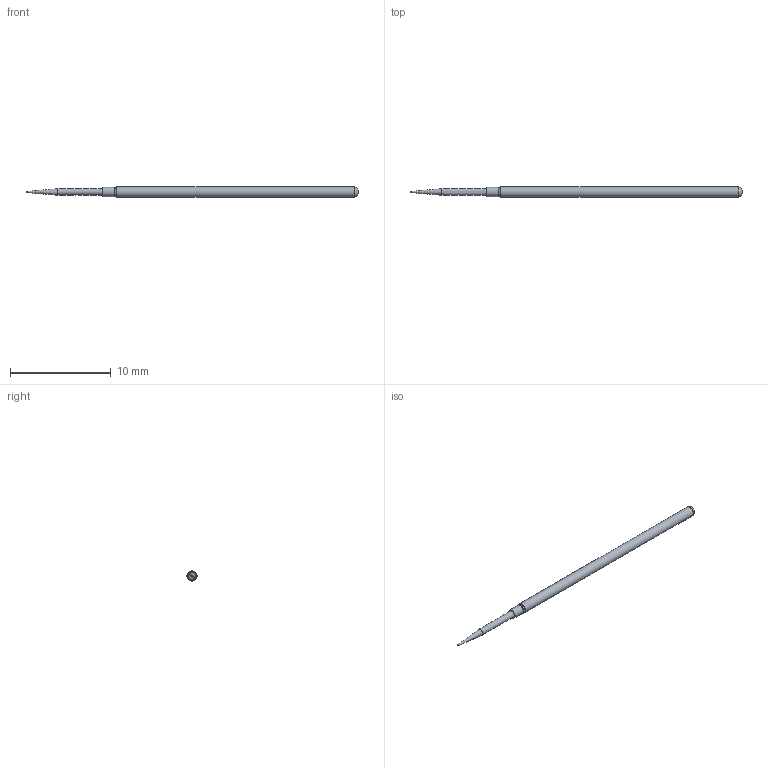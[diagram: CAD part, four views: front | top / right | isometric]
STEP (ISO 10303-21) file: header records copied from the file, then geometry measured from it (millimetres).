
FILE_DESCRIPTION (( 'STEP AP214' ), '1' );
FILE_NAME ('075-PR_2531_-S.STEP', '2017-10-12T16:53:28', ( '' ), ( '' ), 'SwSTEP 2.0', 'SolidWorks 2017', '' );
FILE_SCHEMA (( 'AUTOMOTIVE_DESIGN' ));
Length unit declared in the file: inch
Products named in the file (1): 075-PR_2531_-S
Bounding box: 33.02 x 1.02 x 1.02 mm (x, y, z)
Volume: 22.5 mm3; surface area: 94.7 mm2
Topology: 1 solids, 1 shells, 12 faces, 21 edges, 12 vertices
Faces by surface type: cone 4, plane 3, torus 3, cylinder 2
Full cylindrical faces by diameter (mm): 0.914 x1, 1.021 x1
Entity records: 430 total; most frequent: DIRECTION 48, CARTESIAN_POINT 35, AXIS2_PLACEMENT_3D 24, EDGE_LOOP 22, ORIENTED_EDGE 22, FACE_OUTER_BOUND 17, DIMENSIONAL_EXPONENTS 15, LENGTH_MEASURE_WITH_UNIT 15
